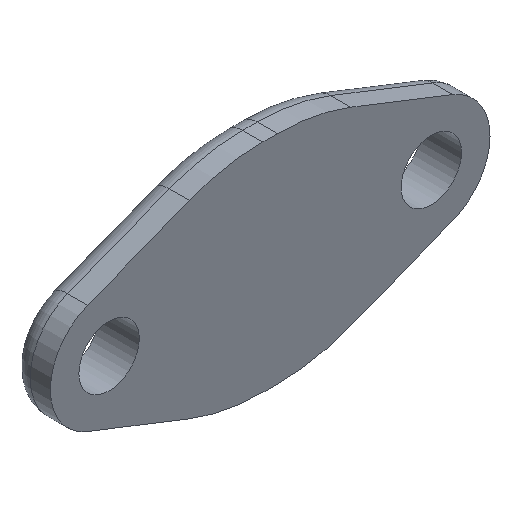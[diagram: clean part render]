
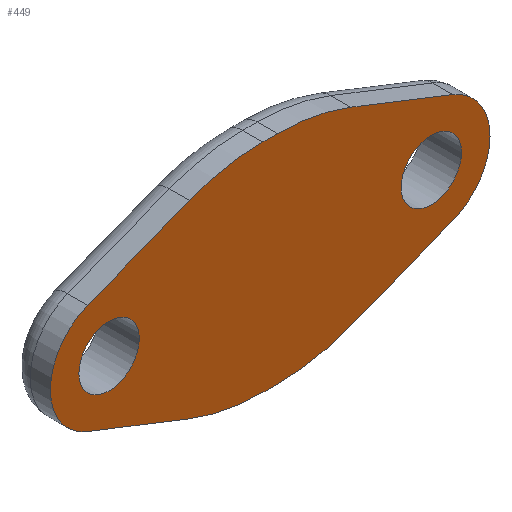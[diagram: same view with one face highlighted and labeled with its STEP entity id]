
A CAD part, isometric view. The second image highlights one B-rep face of the part: STEP entity #449.
In plain terms, the highlighted planar face has unit normal (0, -1, 0).
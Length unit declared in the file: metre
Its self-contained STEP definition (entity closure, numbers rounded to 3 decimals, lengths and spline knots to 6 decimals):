
#25=PLANE('',#512);
#27=CIRCLE('',#477,0.002915);
#29=CIRCLE('',#481,0.01);
#31=CIRCLE('',#485,0.01);
#33=CIRCLE('',#489,0.002915);
#35=CIRCLE('',#493,0.01);
#37=CIRCLE('',#497,0.01);
#39=CIRCLE('',#500,0.0015);
#41=CIRCLE('',#503,0.0015);
#126=ORIENTED_EDGE('',*,*,#225,.F.);
#127=ORIENTED_EDGE('',*,*,#223,.T.);
#128=ORIENTED_EDGE('',*,*,#191,.T.);
#129=ORIENTED_EDGE('',*,*,#227,.T.);
#130=ORIENTED_EDGE('',*,*,#221,.T.);
#131=ORIENTED_EDGE('',*,*,#218,.F.);
#132=ORIENTED_EDGE('',*,*,#215,.F.);
#133=ORIENTED_EDGE('',*,*,#212,.F.);
#134=ORIENTED_EDGE('',*,*,#209,.F.);
#135=ORIENTED_EDGE('',*,*,#206,.T.);
#136=ORIENTED_EDGE('',*,*,#203,.T.);
#137=ORIENTED_EDGE('',*,*,#200,.T.);
#138=ORIENTED_EDGE('',*,*,#197,.F.);
#139=ORIENTED_EDGE('',*,*,#194,.F.);
#191=EDGE_CURVE('',#253,#255,#27,.T.);
#194=EDGE_CURVE('',#253,#257,#296,.T.);
#197=EDGE_CURVE('',#257,#259,#29,.T.);
#200=EDGE_CURVE('',#261,#259,#300,.T.);
#203=EDGE_CURVE('',#263,#261,#31,.T.);
#206=EDGE_CURVE('',#265,#263,#304,.T.);
#209=EDGE_CURVE('',#265,#267,#33,.T.);
#212=EDGE_CURVE('',#267,#269,#308,.T.);
#215=EDGE_CURVE('',#269,#271,#35,.T.);
#218=EDGE_CURVE('',#271,#273,#312,.T.);
#221=EDGE_CURVE('',#275,#273,#37,.T.);
#223=EDGE_CURVE('',#277,#277,#39,.T.);
#225=EDGE_CURVE('',#279,#279,#41,.T.);
#227=EDGE_CURVE('',#255,#275,#315,.T.);
#253=VERTEX_POINT('',#697);
#255=VERTEX_POINT('',#701);
#257=VERTEX_POINT('',#706);
#259=VERTEX_POINT('',#712);
#261=VERTEX_POINT('',#718);
#263=VERTEX_POINT('',#724);
#265=VERTEX_POINT('',#730);
#267=VERTEX_POINT('',#736);
#269=VERTEX_POINT('',#742);
#271=VERTEX_POINT('',#748);
#273=VERTEX_POINT('',#754);
#275=VERTEX_POINT('',#760);
#277=VERTEX_POINT('',#767);
#279=VERTEX_POINT('',#772);
#296=LINE('',#708,#326);
#300=LINE('',#720,#330);
#304=LINE('',#732,#334);
#308=LINE('',#744,#338);
#312=LINE('',#756,#342);
#315=LINE('',#775,#345);
#326=VECTOR('',#551,1.);
#330=VECTOR('',#563,1.);
#334=VECTOR('',#575,1.);
#338=VECTOR('',#587,1.);
#342=VECTOR('',#599,1.);
#345=VECTOR('',#622,1.);
#371=EDGE_LOOP('',(#126));
#372=EDGE_LOOP('',(#127));
#373=EDGE_LOOP('',(#128,#129,#130,#131,#132,#133,#134,#135,#136,#137,#138,
#139));
#405=FACE_BOUND('',#371,.T.);
#406=FACE_BOUND('',#372,.T.);
#407=FACE_BOUND('',#373,.T.);
#449=ADVANCED_FACE('',(#405,#406,#407),#25,.F.);
#477=AXIS2_PLACEMENT_3D('',#702,#545,#546);
#481=AXIS2_PLACEMENT_3D('',#714,#557,#558);
#485=AXIS2_PLACEMENT_3D('',#726,#569,#570);
#489=AXIS2_PLACEMENT_3D('',#738,#581,#582);
#493=AXIS2_PLACEMENT_3D('',#750,#593,#594);
#497=AXIS2_PLACEMENT_3D('',#762,#605,#606);
#500=AXIS2_PLACEMENT_3D('',#766,#611,#612);
#503=AXIS2_PLACEMENT_3D('',#771,#617,#618);
#512=AXIS2_PLACEMENT_3D('',#801,#643,#644);
#545=DIRECTION('',(0.,-1.,0.));
#546=DIRECTION('',(1.,0.,0.));
#551=DIRECTION('',(-0.931,0.,-0.365));
#557=DIRECTION('',(0.,1.,0.));
#558=DIRECTION('',(1.,0.,0.));
#563=DIRECTION('',(1.,0.,0.));
#569=DIRECTION('',(0.,-1.,0.));
#570=DIRECTION('',(1.,0.,0.));
#575=DIRECTION('',(0.931,0.,-0.365));
#581=DIRECTION('',(0.,1.,0.));
#582=DIRECTION('',(1.,0.,0.));
#587=DIRECTION('',(0.931,0.,0.365));
#593=DIRECTION('',(0.,1.,0.));
#594=DIRECTION('',(1.,0.,0.));
#599=DIRECTION('',(1.,0.,0.));
#605=DIRECTION('',(0.,-1.,0.));
#606=DIRECTION('',(1.,0.,0.));
#611=DIRECTION('',(0.,1.,0.));
#612=DIRECTION('',(1.,0.,0.));
#617=DIRECTION('',(0.,-1.,0.));
#618=DIRECTION('',(1.,0.,0.));
#622=DIRECTION('',(-0.931,0.,0.365));
#643=DIRECTION('',(0.,1.,0.));
#644=DIRECTION('',(1.,0.,0.));
#697=CARTESIAN_POINT('',(0.009064,0.,-0.002714));
#701=CARTESIAN_POINT('',(0.009064,0.,0.002714));
#702=CARTESIAN_POINT('',(0.008,0.,0.));
#706=CARTESIAN_POINT('',(0.00401,0.,-0.004695));
#708=CARTESIAN_POINT('',(0.006537,0.,-0.003704));
#712=CARTESIAN_POINT('',(0.00036,0.,-0.005385));
#714=CARTESIAN_POINT('',(0.00036,0.,0.004615));
#718=CARTESIAN_POINT('',(-0.00036,0.,-0.005385));
#720=CARTESIAN_POINT('',(0.,0.,-0.005385));
#724=CARTESIAN_POINT('',(-0.00401,0.,-0.004695));
#726=CARTESIAN_POINT('',(-0.00036,0.,0.004615));
#730=CARTESIAN_POINT('',(-0.009064,0.,-0.002714));
#732=CARTESIAN_POINT('',(-0.006537,0.,-0.003704));
#736=CARTESIAN_POINT('',(-0.009064,0.,0.002714));
#738=CARTESIAN_POINT('',(-0.008,0.,0.));
#742=CARTESIAN_POINT('',(-0.00401,0.,0.004695));
#744=CARTESIAN_POINT('',(-0.006537,0.,0.003704));
#748=CARTESIAN_POINT('',(-0.00036,0.,0.005385));
#750=CARTESIAN_POINT('',(-0.00036,0.,-0.004615));
#754=CARTESIAN_POINT('',(0.00036,0.,0.005385));
#756=CARTESIAN_POINT('',(0.,0.,0.005385));
#760=CARTESIAN_POINT('',(0.00401,0.,0.004695));
#762=CARTESIAN_POINT('',(0.00036,0.,-0.004615));
#766=CARTESIAN_POINT('',(-0.008,0.,0.));
#767=CARTESIAN_POINT('',(-0.0065,0.,0.));
#771=CARTESIAN_POINT('',(0.008,0.,0.));
#772=CARTESIAN_POINT('',(0.0095,0.,0.));
#775=CARTESIAN_POINT('',(0.006537,0.,0.003704));
#801=CARTESIAN_POINT('',(0.,0.,0.001228));
